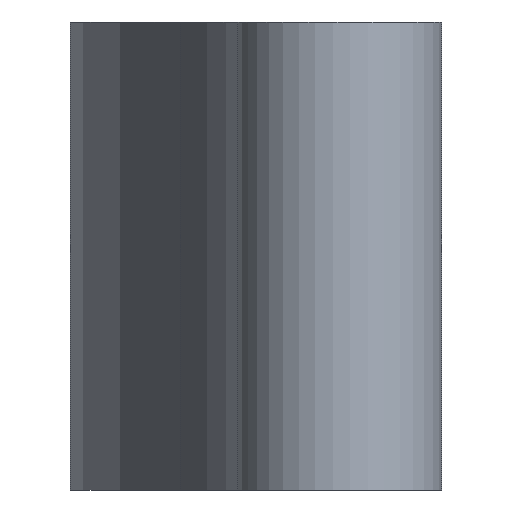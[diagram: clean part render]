
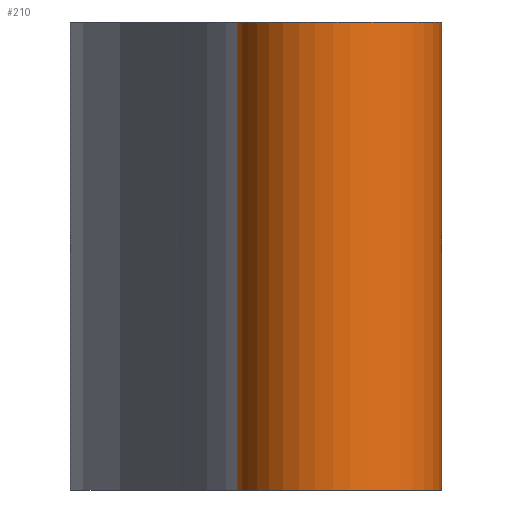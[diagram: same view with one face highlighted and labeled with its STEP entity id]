
A CAD part, left-side view. The second image highlights one B-rep face of the part: STEP entity #210.
In plain terms, the highlighted cylindrical face has radius 1.75 mm (diameter 3.5 mm), a partial arc.
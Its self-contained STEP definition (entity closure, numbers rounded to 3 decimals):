
#22=FACE_OUTER_BOUND('',#34,.T.);
#34=EDGE_LOOP('',(#143,#144,#145,#146));
#49=LINE('',#358,#59);
#51=LINE('',#366,#61);
#59=VECTOR('',#282,10.);
#61=VECTOR('',#290,10.);
#71=CIRCLE('',#248,1.75);
#72=CIRCLE('',#249,1.75);
#90=VERTEX_POINT('',#355);
#91=VERTEX_POINT('',#357);
#93=VERTEX_POINT('',#363);
#94=VERTEX_POINT('',#365);
#110=EDGE_CURVE('',#90,#91,#49,.T.);
#113=EDGE_CURVE('',#93,#90,#71,.T.);
#114=EDGE_CURVE('',#94,#93,#51,.T.);
#115=EDGE_CURVE('',#91,#94,#72,.T.);
#143=ORIENTED_EDGE('',*,*,#110,.F.);
#144=ORIENTED_EDGE('',*,*,#113,.F.);
#145=ORIENTED_EDGE('',*,*,#114,.F.);
#146=ORIENTED_EDGE('',*,*,#115,.F.);
#200=CYLINDRICAL_SURFACE('',#247,1.75);
#210=ADVANCED_FACE('',(#22),#200,.T.);
#247=AXIS2_PLACEMENT_3D('',#362,#286,#287);
#248=AXIS2_PLACEMENT_3D('',#364,#288,#289);
#249=AXIS2_PLACEMENT_3D('',#367,#291,#292);
#282=DIRECTION('',(0.,0.,-1.));
#286=DIRECTION('center_axis',(0.,0.,-1.));
#287=DIRECTION('ref_axis',(-0.858,-0.514,0.));
#288=DIRECTION('center_axis',(0.,0.,1.));
#289=DIRECTION('ref_axis',(1.,0.,0.));
#290=DIRECTION('',(0.,0.,1.));
#291=DIRECTION('center_axis',(0.,0.,-1.));
#292=DIRECTION('ref_axis',(1.,0.,0.));
#355=CARTESIAN_POINT('',(-9.567,-1.005,0.));
#357=CARTESIAN_POINT('',(-9.567,-1.005,-8.));
#358=CARTESIAN_POINT('',(-9.567,-1.005,0.));
#362=CARTESIAN_POINT('Origin',(-11.,0.,0.));
#363=CARTESIAN_POINT('',(-11.211,1.737,0.));
#364=CARTESIAN_POINT('Origin',(-11.,0.,0.));
#365=CARTESIAN_POINT('',(-11.211,1.737,-8.));
#366=CARTESIAN_POINT('',(-11.211,1.737,0.));
#367=CARTESIAN_POINT('Origin',(-11.,0.,-8.));
